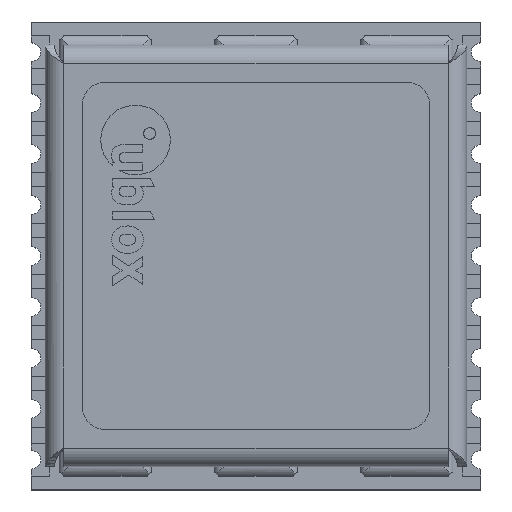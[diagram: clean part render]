
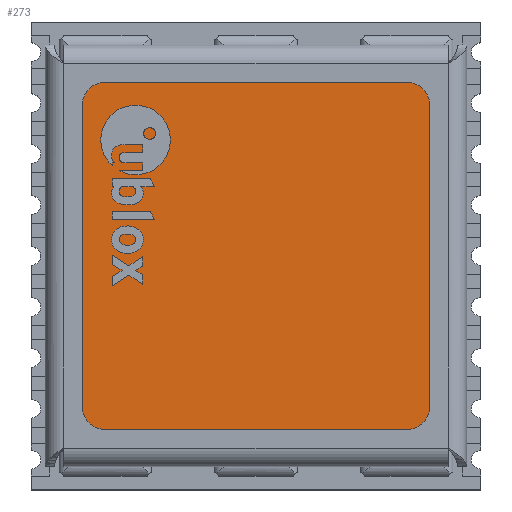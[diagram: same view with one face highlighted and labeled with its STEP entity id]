
A CAD part, top view. The second image highlights one B-rep face of the part: STEP entity #273.
In plain terms, the highlighted planar face has unit normal (0, 0, 1).
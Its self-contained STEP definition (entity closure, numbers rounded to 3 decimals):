
#33 = VERTEX_POINT('',#34);
#34 = CARTESIAN_POINT('',(3.598,-3.194,2.065));
#40 = EDGE_CURVE('',#41,#33,#43,.T.);
#41 = VERTEX_POINT('',#42);
#42 = CARTESIAN_POINT('',(3.098,-3.694,2.065));
#43 = CIRCLE('',#44,0.5);
#44 = AXIS2_PLACEMENT_3D('',#45,#46,#47);
#45 = CARTESIAN_POINT('',(3.098,-3.194,2.065));
#46 = DIRECTION('',(0.,0.,1.));
#47 = DIRECTION('',(1.,0.,0.));
#72 = VERTEX_POINT('',#73);
#73 = CARTESIAN_POINT('',(3.598,3.306,2.065));
#79 = EDGE_CURVE('',#33,#72,#80,.T.);
#80 = LINE('',#81,#82);
#81 = CARTESIAN_POINT('',(3.598,3.306,2.065));
#82 = VECTOR('',#83,1.);
#83 = DIRECTION('',(0.,1.,0.));
#104 = VERTEX_POINT('',#105);
#105 = CARTESIAN_POINT('',(3.098,3.806,2.065));
#111 = EDGE_CURVE('',#72,#104,#112,.T.);
#112 = CIRCLE('',#113,0.5);
#113 = AXIS2_PLACEMENT_3D('',#114,#115,#116);
#114 = CARTESIAN_POINT('',(3.098,3.306,2.065));
#115 = DIRECTION('',(0.,0.,1.));
#116 = DIRECTION('',(1.,0.,0.));
#136 = VERTEX_POINT('',#137);
#137 = CARTESIAN_POINT('',(-3.402,3.806,2.065));
#143 = EDGE_CURVE('',#104,#136,#144,.T.);
#144 = LINE('',#145,#146);
#145 = CARTESIAN_POINT('',(-3.402,3.806,2.065));
#146 = VECTOR('',#147,1.);
#147 = DIRECTION('',(-1.,0.,0.));
#168 = VERTEX_POINT('',#169);
#169 = CARTESIAN_POINT('',(-3.902,3.306,2.065));
#175 = EDGE_CURVE('',#136,#168,#176,.T.);
#176 = CIRCLE('',#177,0.5);
#177 = AXIS2_PLACEMENT_3D('',#178,#179,#180);
#178 = CARTESIAN_POINT('',(-3.402,3.306,2.065));
#179 = DIRECTION('',(0.,0.,1.));
#180 = DIRECTION('',(1.,0.,0.));
#200 = VERTEX_POINT('',#201);
#201 = CARTESIAN_POINT('',(-3.902,-3.194,2.065));
#207 = EDGE_CURVE('',#168,#200,#208,.T.);
#208 = LINE('',#209,#210);
#209 = CARTESIAN_POINT('',(-3.902,3.306,2.065));
#210 = VECTOR('',#211,1.);
#211 = DIRECTION('',(0.,-1.,0.));
#232 = VERTEX_POINT('',#233);
#233 = CARTESIAN_POINT('',(-3.402,-3.694,2.065));
#239 = EDGE_CURVE('',#200,#232,#240,.T.);
#240 = CIRCLE('',#241,0.5);
#241 = AXIS2_PLACEMENT_3D('',#242,#243,#244);
#242 = CARTESIAN_POINT('',(-3.402,-3.194,2.065));
#243 = DIRECTION('',(0.,0.,1.));
#244 = DIRECTION('',(-1.,0.,0.));
#262 = EDGE_CURVE('',#232,#41,#263,.T.);
#263 = LINE('',#264,#265);
#264 = CARTESIAN_POINT('',(-3.402,-3.694,2.065));
#265 = VECTOR('',#266,1.);
#266 = DIRECTION('',(1.,0.,0.));
#273 = ADVANCED_FACE('',(#274),#284,.F.);
#274 = FACE_BOUND('',#275,.T.);
#275 = EDGE_LOOP('',(#276,#277,#278,#279,#280,#281,#282,#283));
#276 = ORIENTED_EDGE('',*,*,#40,.T.);
#277 = ORIENTED_EDGE('',*,*,#79,.T.);
#278 = ORIENTED_EDGE('',*,*,#111,.T.);
#279 = ORIENTED_EDGE('',*,*,#143,.T.);
#280 = ORIENTED_EDGE('',*,*,#175,.T.);
#281 = ORIENTED_EDGE('',*,*,#207,.T.);
#282 = ORIENTED_EDGE('',*,*,#239,.T.);
#283 = ORIENTED_EDGE('',*,*,#262,.T.);
#284 = PLANE('',#285);
#285 = AXIS2_PLACEMENT_3D('',#286,#287,#288);
#286 = CARTESIAN_POINT('',(3.098,-3.194,2.065));
#287 = DIRECTION('',(0.,0.,-1.));
#288 = DIRECTION('',(1.,0.,0.));
